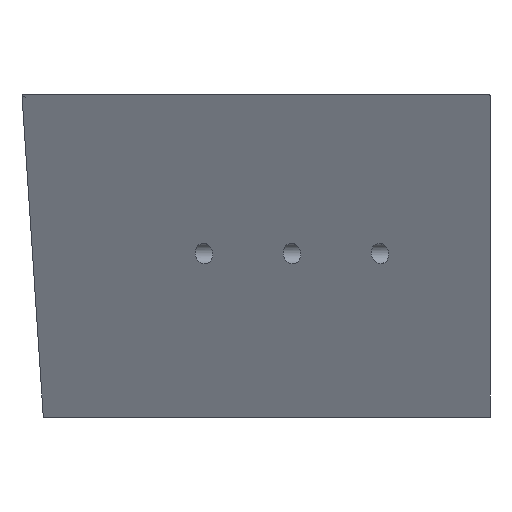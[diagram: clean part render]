
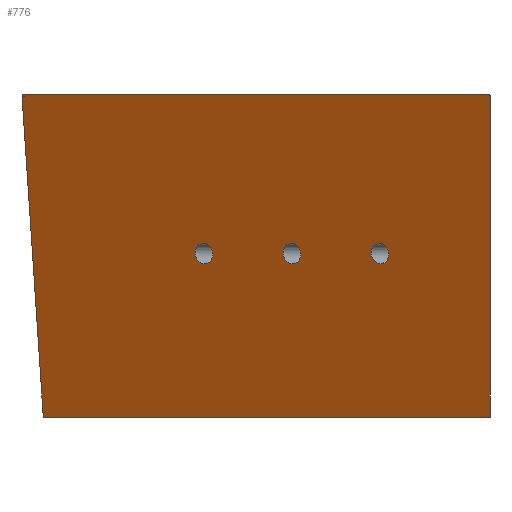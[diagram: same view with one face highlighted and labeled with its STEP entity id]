
A CAD part, front view. The second image highlights one B-rep face of the part: STEP entity #776.
In plain terms, the highlighted planar face has unit normal (-0.48, -0.866, -0.14).
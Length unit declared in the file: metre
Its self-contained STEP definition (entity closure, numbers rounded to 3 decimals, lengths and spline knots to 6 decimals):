
#37=ELLIPSE('',#848,0.001515,0.0015);
#38=ELLIPSE('',#851,0.001515,0.0015);
#39=ELLIPSE('',#864,0.001515,0.0015);
#40=ELLIPSE('',#865,0.000115,0.0001);
#67=B_SPLINE_CURVE_WITH_KNOTS('',3,(#1438,#1439,#1440,#1441),
 .UNSPECIFIED.,.F.,.F.,(4,4),(0.,0.00016),.UNSPECIFIED.);
#201=ORIENTED_EDGE('',*,*,#407,.T.);
#202=ORIENTED_EDGE('',*,*,#405,.T.);
#203=ORIENTED_EDGE('',*,*,#424,.T.);
#204=ORIENTED_EDGE('',*,*,#397,.F.);
#205=ORIENTED_EDGE('',*,*,#425,.T.);
#206=ORIENTED_EDGE('',*,*,#412,.T.);
#207=ORIENTED_EDGE('',*,*,#386,.T.);
#208=ORIENTED_EDGE('',*,*,#411,.F.);
#209=ORIENTED_EDGE('',*,*,#426,.T.);
#386=EDGE_CURVE('',#504,#505,#567,.F.);
#397=EDGE_CURVE('',#515,#516,#571,.T.);
#405=EDGE_CURVE('',#523,#523,#37,.T.);
#407=EDGE_CURVE('',#525,#525,#38,.T.);
#411=EDGE_CURVE('',#528,#505,#576,.T.);
#412=EDGE_CURVE('',#529,#504,#577,.T.);
#424=EDGE_CURVE('',#535,#535,#39,.T.);
#425=EDGE_CURVE('',#515,#529,#67,.T.);
#426=EDGE_CURVE('',#528,#516,#40,.F.);
#504=VERTEX_POINT('',#1228);
#505=VERTEX_POINT('',#1229);
#515=VERTEX_POINT('',#1261);
#516=VERTEX_POINT('',#1263);
#523=VERTEX_POINT('',#1304);
#525=VERTEX_POINT('',#1309);
#528=VERTEX_POINT('',#1316);
#529=VERTEX_POINT('',#1320);
#535=VERTEX_POINT('',#1437);
#567=LINE('',#1227,#601);
#571=LINE('',#1262,#605);
#576=LINE('',#1317,#610);
#577=LINE('',#1319,#611);
#601=VECTOR('',#958,1.);
#605=VECTOR('',#974,1.);
#610=VECTOR('',#999,1.);
#611=VECTOR('',#1002,1.);
#646=EDGE_LOOP('',(#201));
#647=EDGE_LOOP('',(#202));
#648=EDGE_LOOP('',(#203));
#649=EDGE_LOOP('',(#204,#205,#206,#207,#208,#209));
#708=FACE_BOUND('',#646,.T.);
#709=FACE_BOUND('',#647,.T.);
#710=FACE_BOUND('',#648,.T.);
#711=FACE_BOUND('',#649,.T.);
#760=PLANE('',#863);
#776=ADVANCED_FACE('',(#708,#709,#710,#711),#760,.F.);
#848=AXIS2_PLACEMENT_3D('',#1303,#985,#986);
#851=AXIS2_PLACEMENT_3D('',#1308,#991,#992);
#863=AXIS2_PLACEMENT_3D('',#1435,#1024,#1025);
#864=AXIS2_PLACEMENT_3D('',#1436,#1026,#1027);
#865=AXIS2_PLACEMENT_3D('',#1442,#1028,#1029);
#958=DIRECTION('',(-0.875,0.484,0.));
#974=DIRECTION('',(0.875,-0.484,0.));
#985=DIRECTION('',(0.48,0.866,0.14));
#986=DIRECTION('',(-0.068,-0.122,0.99));
#991=DIRECTION('',(0.48,0.866,0.14));
#992=DIRECTION('',(-0.068,-0.122,0.99));
#999=DIRECTION('',(0.,0.159,-0.987));
#1002=DIRECTION('',(0.066,0.123,-0.99));
#1024=DIRECTION('',(0.48,0.866,0.14));
#1025=DIRECTION('',(-0.877,0.474,0.076));
#1026=DIRECTION('',(0.48,0.866,0.14));
#1027=DIRECTION('',(-0.068,-0.122,0.99));
#1028=DIRECTION('',(0.48,0.866,0.14));
#1029=DIRECTION('',(-0.832,0.5,-0.242));
#1227=CARTESIAN_POINT('',(0.041012,-0.284919,-0.0007));
#1228=CARTESIAN_POINT('',(-0.126152,-0.19234,-0.0007));
#1229=CARTESIAN_POINT('',(-0.0595,-0.229253,-0.0007));
#1261=CARTESIAN_POINT('',(-0.129247,-0.198372,0.047351));
#1262=CARTESIAN_POINT('',(-0.094417,-0.217662,0.047351));
#1263=CARTESIAN_POINT('',(-0.0596,-0.236945,0.047351));
#1303=CARTESIAN_POINT('',(-0.102178,-0.209547,0.023675));
#1304=CARTESIAN_POINT('',(-0.102281,-0.209732,0.025175));
#1308=CARTESIAN_POINT('',(-0.089056,-0.216814,0.023675));
#1309=CARTESIAN_POINT('',(-0.089159,-0.216999,0.025175));
#1316=CARTESIAN_POINT('',(-0.0595,-0.236984,0.047251));
#1317=CARTESIAN_POINT('',(-0.0595,-0.235227,0.036353));
#1319=CARTESIAN_POINT('',(-0.129162,-0.198,0.044749));
#1320=CARTESIAN_POINT('',(-0.129327,-0.198311,0.047247));
#1435=CARTESIAN_POINT('',(-0.104995,-0.209221,0.031334));
#1436=CARTESIAN_POINT('',(-0.075934,-0.224081,0.023675));
#1437=CARTESIAN_POINT('',(-0.076037,-0.224266,0.025175));
#1438=CARTESIAN_POINT('',(-0.129247,-0.198372,0.047351));
#1439=CARTESIAN_POINT('',(-0.129294,-0.198346,0.047351));
#1440=CARTESIAN_POINT('',(-0.129331,-0.198318,0.0473));
#1441=CARTESIAN_POINT('',(-0.129327,-0.198311,0.047247));
#1442=CARTESIAN_POINT('',(-0.0596,-0.236928,0.047251));
